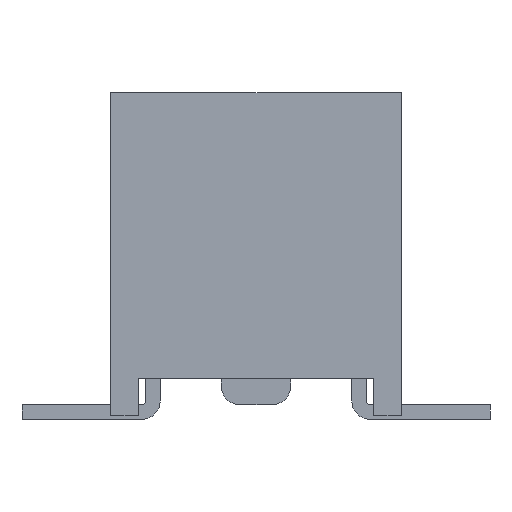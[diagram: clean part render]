
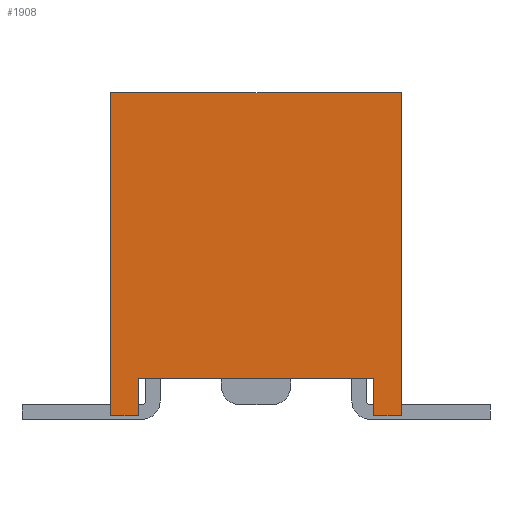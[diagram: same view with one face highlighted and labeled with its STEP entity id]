
A CAD part, left-side view. The second image highlights one B-rep face of the part: STEP entity #1908.
In plain terms, the highlighted planar face has unit normal (-1, 0, 0).
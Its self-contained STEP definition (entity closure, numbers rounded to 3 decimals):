
#1837=CARTESIAN_POINT('',(-12.275,1.808,0.381));
#1838=DIRECTION('',(1.0,0.0,0.0));
#1839=DIRECTION('',(0.0,0.0,1.0));
#1840=AXIS2_PLACEMENT_3D('',#1837,#1838,#1839);
#1841=PLANE('',#1840);
#1842=CARTESIAN_POINT('',(-12.275,-1.618,0.559));
#1843=VERTEX_POINT('',#1842);
#1844=CARTESIAN_POINT('',(-12.275,-1.618,0.051));
#1845=VERTEX_POINT('',#1844);
#1846=CARTESIAN_POINT('',(-12.275,-1.618,0.559));
#1847=DIRECTION('',(0.0,0.0,-1.0));
#1848=VECTOR('',#1847,0.508);
#1849=LINE('',#1846,#1848);
#1850=EDGE_CURVE('',#1843,#1845,#1849,.T.);
#1851=ORIENTED_EDGE('',*,*,#1850,.T.);
#1852=CARTESIAN_POINT('',(-12.275,-1.999,0.051));
#1853=VERTEX_POINT('',#1852);
#1854=CARTESIAN_POINT('',(-12.275,-1.618,0.051));
#1855=DIRECTION('',(0.0,-1.0,0.0));
#1856=VECTOR('',#1855,0.381);
#1857=LINE('',#1854,#1856);
#1858=EDGE_CURVE('',#1845,#1853,#1857,.T.);
#1859=ORIENTED_EDGE('',*,*,#1858,.T.);
#1860=CARTESIAN_POINT('',(-12.275,-1.999,4.496));
#1861=VERTEX_POINT('',#1860);
#1862=CARTESIAN_POINT('',(-12.275,-1.999,4.496));
#1863=DIRECTION('',(0.0,0.0,-1.0));
#1864=VECTOR('',#1863,4.445);
#1865=LINE('',#1862,#1864);
#1866=EDGE_CURVE('',#1861,#1853,#1865,.T.);
#1867=ORIENTED_EDGE('',*,*,#1866,.F.);
#1868=CARTESIAN_POINT('',(-12.275,1.999,4.496));
#1869=VERTEX_POINT('',#1868);
#1870=CARTESIAN_POINT('',(-12.275,1.999,4.496));
#1871=DIRECTION('',(0.0,-1.0,0.0));
#1872=VECTOR('',#1871,3.998);
#1873=LINE('',#1870,#1872);
#1874=EDGE_CURVE('',#1869,#1861,#1873,.T.);
#1875=ORIENTED_EDGE('',*,*,#1874,.F.);
#1876=CARTESIAN_POINT('',(-12.275,1.999,0.051));
#1877=VERTEX_POINT('',#1876);
#1878=CARTESIAN_POINT('',(-12.275,1.999,4.496));
#1879=DIRECTION('',(0.0,0.0,-1.0));
#1880=VECTOR('',#1879,4.445);
#1881=LINE('',#1878,#1880);
#1882=EDGE_CURVE('',#1869,#1877,#1881,.T.);
#1883=ORIENTED_EDGE('',*,*,#1882,.T.);
#1884=CARTESIAN_POINT('',(-12.275,1.618,0.051));
#1885=VERTEX_POINT('',#1884);
#1886=CARTESIAN_POINT('',(-12.275,1.999,0.051));
#1887=DIRECTION('',(0.0,-1.0,0.0));
#1888=VECTOR('',#1887,0.381);
#1889=LINE('',#1886,#1888);
#1890=EDGE_CURVE('',#1877,#1885,#1889,.T.);
#1891=ORIENTED_EDGE('',*,*,#1890,.T.);
#1892=CARTESIAN_POINT('',(-12.275,1.618,0.559));
#1893=VERTEX_POINT('',#1892);
#1894=CARTESIAN_POINT('',(-12.275,1.618,0.559));
#1895=DIRECTION('',(0.0,0.0,-1.0));
#1896=VECTOR('',#1895,0.508);
#1897=LINE('',#1894,#1896);
#1898=EDGE_CURVE('',#1893,#1885,#1897,.T.);
#1899=ORIENTED_EDGE('',*,*,#1898,.F.);
#1900=CARTESIAN_POINT('',(-12.275,1.618,0.559));
#1901=DIRECTION('',(0.0,-1.0,0.0));
#1902=VECTOR('',#1901,3.236);
#1903=LINE('',#1900,#1902);
#1904=EDGE_CURVE('',#1893,#1843,#1903,.T.);
#1905=ORIENTED_EDGE('',*,*,#1904,.T.);
#1906=EDGE_LOOP('',(#1851,#1859,#1867,#1875,#1883,#1891,#1899,#1905));
#1907=FACE_OUTER_BOUND('',#1906,.T.);
#1908=ADVANCED_FACE('',(#1907),#1841,.F.);
